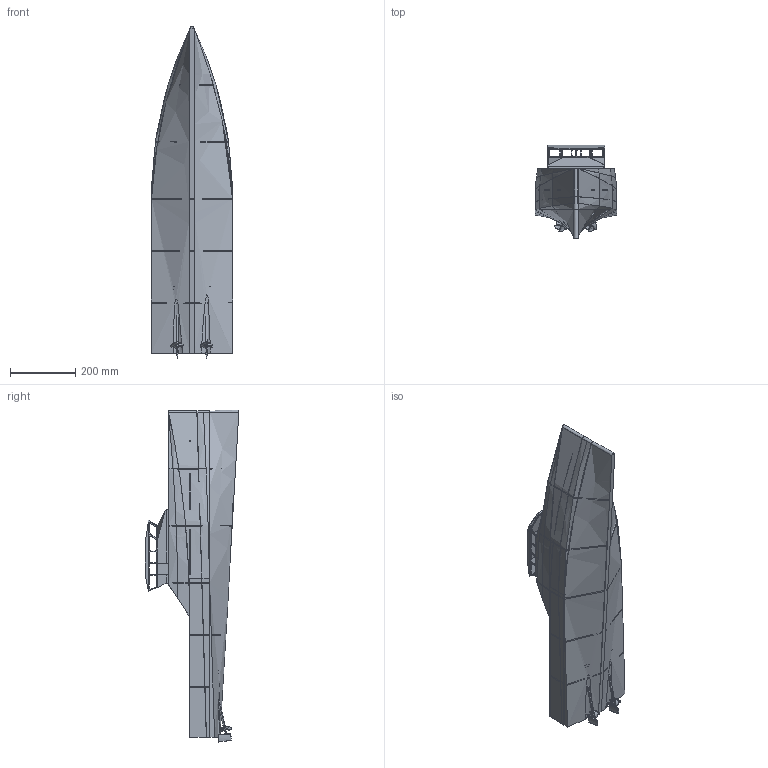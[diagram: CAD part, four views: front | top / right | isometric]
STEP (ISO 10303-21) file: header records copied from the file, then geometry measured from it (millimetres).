
FILE_DESCRIPTION(('OneSpaceDesigner STEP Export'),'2;1');
FILE_NAME('Aptilla FCS.stp','2014-07-11T 9:30:34',(''),(''),'OneSpace Designer STEP processor for AP214 (Solid Model)','OneSpace Designer 14.50 18-Oct-2006 (C) CoCreate Software GmbH','');
FILE_SCHEMA(('AUTOMOTIVE_DESIGN { 1 0 10303 214 1 1 1 1 }'));
Length unit declared in the file: millimetre
Products named in the file (21): Dek_achter; ASM_Werkdek; SchroefasBuis; Schroefas; Motor; Koppeling; Raboesch_D40_M4_5bl; Roer; ASM_Aandrijving_FCS.2; Bovenbouw; Boegpunt; Romp; Brug.1; ASM_Romp; Spant_02; Spant_06; Spant_05; Spant_04; Spant_03; ASM_Spanten; Damen_FCS_05
Assembly tree (21 placements, depth 3):
  Damen_FCS_05
    ASM_Aandrijving_FCS.2  x2
      Roer
      Raboesch_D40_M4_5bl
      Koppeling
      Motor
      Schroefas
      SchroefasBuis
    ASM_Spanten
      Spant_03
      Spant_04
      Spant_05
      Spant_06
      Spant_02
    ASM_Romp
      Brug.1
      Romp
      Boegpunt
      Bovenbouw
    ASM_Werkdek
      Dek_achter
Bounding box: 250.93 x 288.39 x 1021.12 mm (x, y, z)
Volume: 8279363.3 mm3; surface area: 1859901.9 mm2
Topology: 22 solids, 22 shells, 719 faces, 1917 edges, 1230 vertices
Faces by surface type: plane 326, cylinder 296, bspline 50, extrusion 19, cone 16, torus 12
Entity records: 26457 total; most frequent: CARTESIAN_POINT 11686, ORIENTED_EDGE 3132, DIRECTION 2302, EDGE_CURVE 1560, VERTEX_POINT 1017, VECTOR 976, LINE 959, AXIS2_PLACEMENT_3D 663
